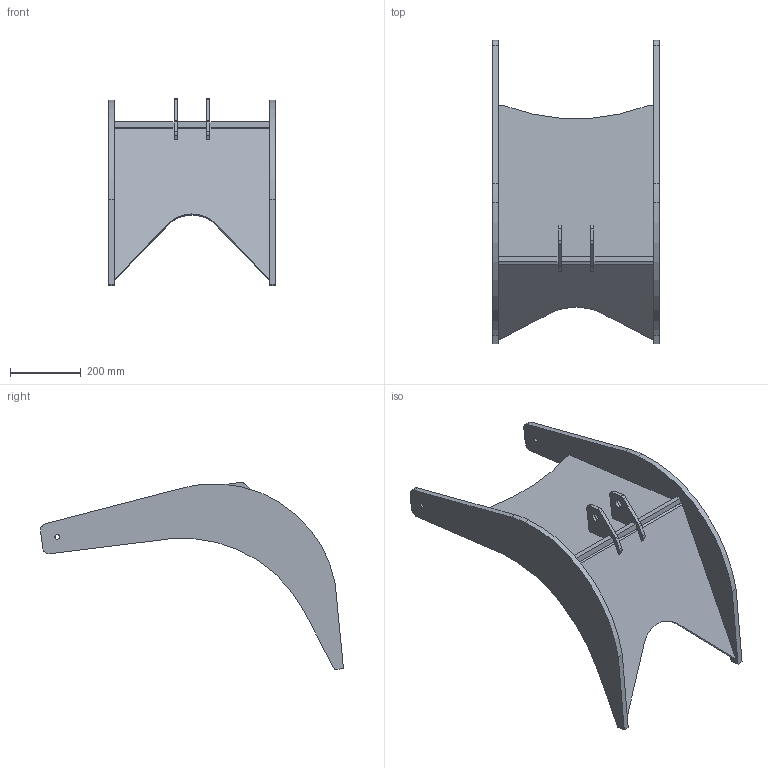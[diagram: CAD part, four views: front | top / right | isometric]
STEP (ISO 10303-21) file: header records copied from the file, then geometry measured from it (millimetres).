
FILE_DESCRIPTION (( 'STEP AP203' ), '1' );
FILE_NAME ('RightToothbar_Primary.STEP', '2023-07-27T05:56:58', ( '' ), ( '' ), 'SwSTEP 2.0', 'SolidWorks 2021', '' );
FILE_SCHEMA (( 'CONFIG_CONTROL_DESIGN' ));
Length unit declared in the file: centimetre
Products named in the file (4): Grapple Rake _1_; Lift Arm _1_; Part 2-1; RightToothbar_Primary
Assembly tree (3 placements, depth 4):
  RightToothbar_Primary
    Lift Arm _1_
      Grapple Rake _1_
        Part 2-1
Bounding box: 470.25 x 855.29 x 528.43 mm (x, y, z)
Volume: 7241017.2 mm3; surface area: 1337622.7 mm2
Topology: 1 solids, 1 shells, 86 faces, 246 edges, 164 vertices
Faces by surface type: plane 47, cylinder 39
Entity records: 3266 total; most frequent: DIRECTION 512, CARTESIAN_POINT 504, ORIENTED_EDGE 492, EDGE_CURVE 246, AXIS2_PLACEMENT_3D 172, LINE 168, VECTOR 168, VERTEX_POINT 164
